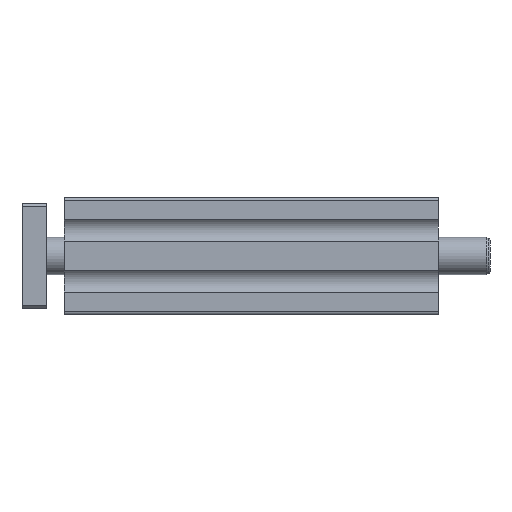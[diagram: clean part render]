
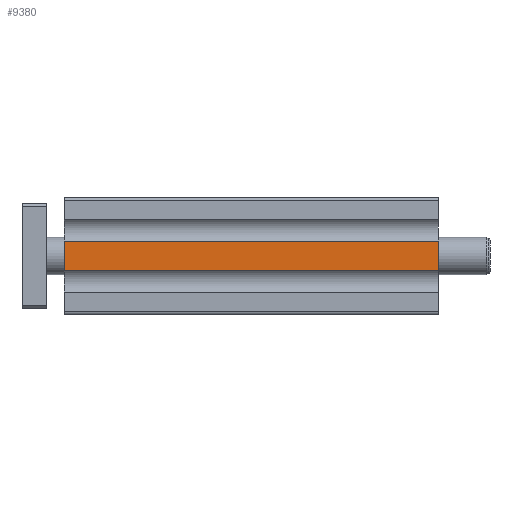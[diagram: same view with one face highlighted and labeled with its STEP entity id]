
A CAD part, front view. The second image highlights one B-rep face of the part: STEP entity #9380.
In plain terms, the highlighted planar face has unit normal (0, -1, 0).
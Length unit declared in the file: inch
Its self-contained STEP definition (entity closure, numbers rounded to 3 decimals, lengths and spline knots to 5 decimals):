
#611 = ORIENTED_EDGE ( 'NONE', *, *, #11501, .F. ) ;
#754 = PLANE ( 'NONE',  #3467 ) ;
#1409 = EDGE_LOOP ( 'NONE', ( #13355, #611, #13237, #5967 ) ) ;
#1726 = LINE ( 'NONE', #6073, #2381 ) ;
#2157 = VERTEX_POINT ( 'NONE', #2194 ) ;
#2194 = CARTESIAN_POINT ( 'NONE',  ( 9.80315, -3.18898, 0.38815 ) ) ;
#2381 = VECTOR ( 'NONE', #6410, 39.37008 ) ;
#3258 = CARTESIAN_POINT ( 'NONE',  ( 0., -3.18898, 0.38815 ) ) ;
#3467 = AXIS2_PLACEMENT_3D ( 'NONE', #4897, #7097, #8253 ) ;
#4365 = VERTEX_POINT ( 'NONE', #13209 ) ;
#4897 = CARTESIAN_POINT ( 'NONE',  ( 9.80315, -3.18898, 0.38815 ) ) ;
#5967 = ORIENTED_EDGE ( 'NONE', *, *, #8045, .T. ) ;
#6024 = LINE ( 'NONE', #8092, #9555 ) ;
#6073 = CARTESIAN_POINT ( 'NONE',  ( 9.80315, -3.18898, -0.38815 ) ) ;
#6225 = CARTESIAN_POINT ( 'NONE',  ( 0., -3.18898, 0.38815 ) ) ;
#6410 = DIRECTION ( 'NONE',  ( -1., 0., 0. ) ) ;
#6817 = DIRECTION ( 'NONE',  ( -1., 0., 0. ) ) ;
#7020 = DIRECTION ( 'NONE',  ( 0., 0., -1. ) ) ;
#7067 = CARTESIAN_POINT ( 'NONE',  ( 0., -3.18898, -0.38815 ) ) ;
#7097 = DIRECTION ( 'NONE',  ( 0., 1., 0. ) ) ;
#7566 = VECTOR ( 'NONE', #7604, 39.37008 ) ;
#7604 = DIRECTION ( 'NONE',  ( 0., 0., -1. ) ) ;
#7895 = CARTESIAN_POINT ( 'NONE',  ( 9.80315, -3.18898, 0.38815 ) ) ;
#8045 = EDGE_CURVE ( 'NONE', #2157, #11018, #10169, .T. ) ;
#8092 = CARTESIAN_POINT ( 'NONE',  ( 9.80315, -3.18898, 0.38815 ) ) ;
#8253 = DIRECTION ( 'NONE',  ( 1., 0., 0. ) ) ;
#8671 = EDGE_CURVE ( 'NONE', #2157, #4365, #6024, .T. ) ;
#9121 = EDGE_CURVE ( 'NONE', #11018, #11298, #12033, .T. ) ;
#9380 = ADVANCED_FACE ( 'NONE', ( #11925 ), #754, .F. ) ;
#9555 = VECTOR ( 'NONE', #7020, 39.37008 ) ;
#10169 = LINE ( 'NONE', #7895, #13159 ) ;
#11018 = VERTEX_POINT ( 'NONE', #6225 ) ;
#11298 = VERTEX_POINT ( 'NONE', #7067 ) ;
#11501 = EDGE_CURVE ( 'NONE', #4365, #11298, #1726, .T. ) ;
#11925 = FACE_OUTER_BOUND ( 'NONE', #1409, .T. ) ;
#12033 = LINE ( 'NONE', #3258, #7566 ) ;
#13159 = VECTOR ( 'NONE', #6817, 39.37008 ) ;
#13209 = CARTESIAN_POINT ( 'NONE',  ( 9.80315, -3.18898, -0.38815 ) ) ;
#13237 = ORIENTED_EDGE ( 'NONE', *, *, #8671, .F. ) ;
#13355 = ORIENTED_EDGE ( 'NONE', *, *, #9121, .T. ) ;
